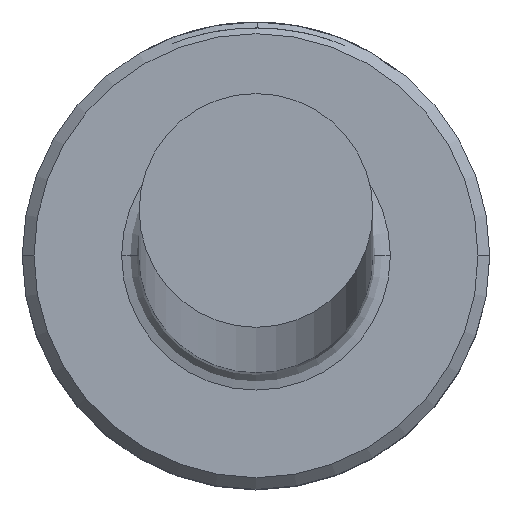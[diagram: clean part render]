
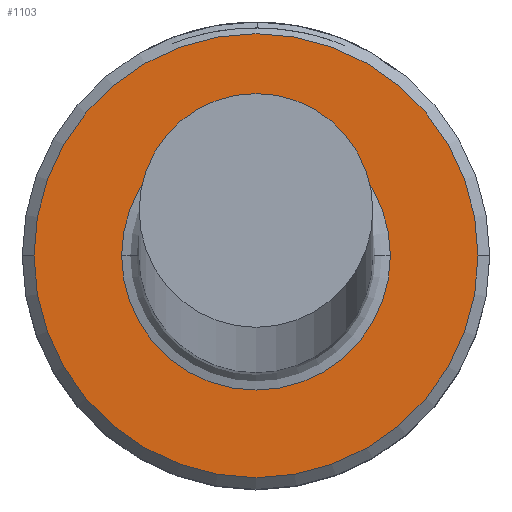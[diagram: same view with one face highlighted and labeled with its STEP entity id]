
A CAD part, top view. The second image highlights one B-rep face of the part: STEP entity #1103.
In plain terms, the highlighted planar face has unit normal (0, 0, 1).
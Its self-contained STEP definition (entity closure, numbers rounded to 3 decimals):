
#2 = CARTESIAN_POINT ( 'NONE',  ( -2.3, 0., 6. ) ) ;
#7 = VERTEX_POINT ( 'NONE', #2 ) ;
#38 = CARTESIAN_POINT ( 'NONE',  ( 3.8, 0., 6. ) ) ;
#52 = AXIS2_PLACEMENT_3D ( 'NONE', #665, #592, #510 ) ;
#89 = AXIS2_PLACEMENT_3D ( 'NONE', #1069, #551, #1156 ) ;
#106 = CIRCLE ( 'NONE', #841, 3.8 ) ;
#119 = CARTESIAN_POINT ( 'NONE',  ( 0., 0., 6. ) ) ;
#127 = DIRECTION ( 'NONE',  ( 1., 0., 0. ) ) ;
#149 = CIRCLE ( 'NONE', #52, 2.3 ) ;
#168 = EDGE_CURVE ( 'NONE', #1140, #7, #149, .T. ) ;
#206 = DIRECTION ( 'NONE',  ( -1., 0., 0. ) ) ;
#209 = ORIENTED_EDGE ( 'NONE', *, *, #168, .T. ) ;
#279 = ORIENTED_EDGE ( 'NONE', *, *, #877, .T. ) ;
#287 = EDGE_CURVE ( 'NONE', #701, #835, #106, .T. ) ;
#317 = CIRCLE ( 'NONE', #575, 2.3 ) ;
#356 = EDGE_LOOP ( 'NONE', ( #573, #209 ) ) ;
#461 = DIRECTION ( 'NONE',  ( 1., 0., 0. ) ) ;
#510 = DIRECTION ( 'NONE',  ( -1., 0., 0. ) ) ;
#551 = DIRECTION ( 'NONE',  ( 0., 0., 1. ) ) ;
#573 = ORIENTED_EDGE ( 'NONE', *, *, #1045, .T. ) ;
#575 = AXIS2_PLACEMENT_3D ( 'NONE', #119, #740, #206 ) ;
#583 = CARTESIAN_POINT ( 'NONE',  ( 0., 0., 6. ) ) ;
#592 = DIRECTION ( 'NONE',  ( 0., 0., -1. ) ) ;
#663 = DIRECTION ( 'NONE',  ( 0., 0., 1. ) ) ;
#665 = CARTESIAN_POINT ( 'NONE',  ( 0., 0., 6. ) ) ;
#696 = DIRECTION ( 'NONE',  ( 0., 0., 1. ) ) ;
#699 = CARTESIAN_POINT ( 'NONE',  ( 0., 0., 6. ) ) ;
#701 = VERTEX_POINT ( 'NONE', #38 ) ;
#722 = FACE_OUTER_BOUND ( 'NONE', #730, .T. ) ;
#730 = EDGE_LOOP ( 'NONE', ( #279, #998 ) ) ;
#740 = DIRECTION ( 'NONE',  ( 0., 0., -1. ) ) ;
#762 = CIRCLE ( 'NONE', #89, 3.8 ) ;
#784 = CARTESIAN_POINT ( 'NONE',  ( -3.8, 0., 6. ) ) ;
#835 = VERTEX_POINT ( 'NONE', #784 ) ;
#841 = AXIS2_PLACEMENT_3D ( 'NONE', #699, #696, #461 ) ;
#872 = AXIS2_PLACEMENT_3D ( 'NONE', #583, #663, #127 ) ;
#877 = EDGE_CURVE ( 'NONE', #835, #701, #762, .T. ) ;
#937 = CARTESIAN_POINT ( 'NONE',  ( 2.3, 0., 6. ) ) ;
#987 = FACE_BOUND ( 'NONE', #356, .T. ) ;
#998 = ORIENTED_EDGE ( 'NONE', *, *, #287, .T. ) ;
#1045 = EDGE_CURVE ( 'NONE', #7, #1140, #317, .T. ) ;
#1069 = CARTESIAN_POINT ( 'NONE',  ( 0., 0., 6. ) ) ;
#1103 = ADVANCED_FACE ( 'NONE', ( #722, #987 ), #1105, .T. ) ;
#1105 = PLANE ( 'NONE',  #872 ) ;
#1140 = VERTEX_POINT ( 'NONE', #937 ) ;
#1156 = DIRECTION ( 'NONE',  ( 1., 0., 0. ) ) ;
